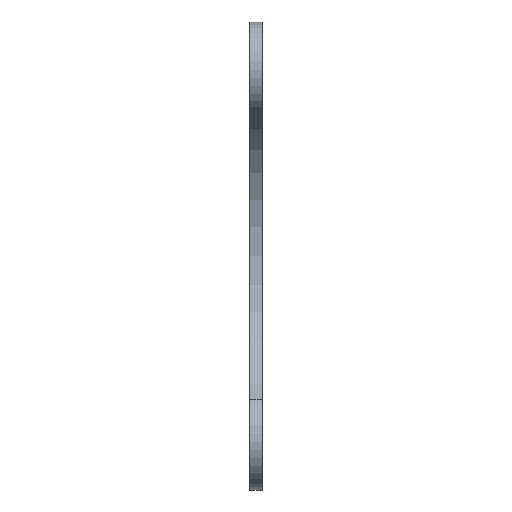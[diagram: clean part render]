
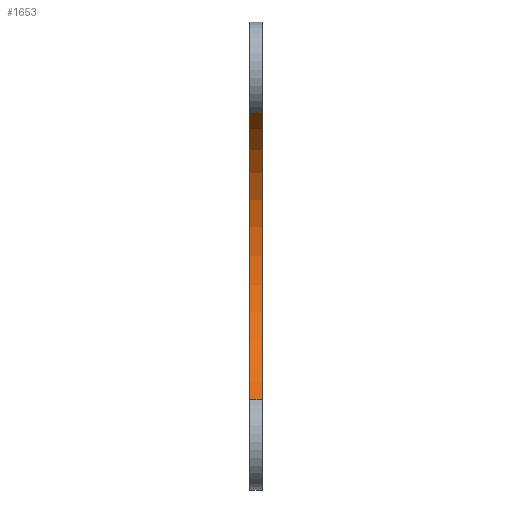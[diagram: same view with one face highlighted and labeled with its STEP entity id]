
A CAD part, left-side view. The second image highlights one B-rep face of the part: STEP entity #1653.
In plain terms, the highlighted cylindrical face has radius 27.615 mm (diameter 55.231 mm), a partial arc.
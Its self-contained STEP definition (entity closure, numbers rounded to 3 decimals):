
#13 = EDGE_CURVE ( 'NONE', #2449, #76, #1573, .T. ) ;
#25 = ORIENTED_EDGE ( 'NONE', *, *, #2007, .T. ) ;
#68 = CARTESIAN_POINT ( 'NONE',  ( -48.89, 2., 0. ) ) ;
#76 = VERTEX_POINT ( 'NONE', #1366 ) ;
#116 = EDGE_LOOP ( 'NONE', ( #1908, #1640, #2476, #25 ) ) ;
#131 = CARTESIAN_POINT ( 'NONE',  ( -34.631, 2., -23.649 ) ) ;
#263 = DIRECTION ( 'NONE',  ( 0., 0., -1. ) ) ;
#432 = VERTEX_POINT ( 'NONE', #131 ) ;
#603 = AXIS2_PLACEMENT_3D ( 'NONE', #1011, #2220, #2425 ) ;
#628 = LINE ( 'NONE', #2006, #802 ) ;
#662 = CARTESIAN_POINT ( 'NONE',  ( -48.89, 2., 0. ) ) ;
#802 = VECTOR ( 'NONE', #1579, 1000. ) ;
#865 = DIRECTION ( 'NONE',  ( 0., -1., 0. ) ) ;
#1011 = CARTESIAN_POINT ( 'NONE',  ( -48.89, 0., 0. ) ) ;
#1057 = FACE_OUTER_BOUND ( 'NONE', #116, .T. ) ;
#1123 = AXIS2_PLACEMENT_3D ( 'NONE', #68, #865, #1322 ) ;
#1127 = VERTEX_POINT ( 'NONE', #2087 ) ;
#1236 = CARTESIAN_POINT ( 'NONE',  ( -34.631, 2., 23.649 ) ) ;
#1322 = DIRECTION ( 'NONE',  ( 0., 0., -1. ) ) ;
#1366 = CARTESIAN_POINT ( 'NONE',  ( -34.631, 0., 23.649 ) ) ;
#1445 = DIRECTION ( 'NONE',  ( 0., -1., 0. ) ) ;
#1557 = CARTESIAN_POINT ( 'NONE',  ( -34.631, 2., 23.649 ) ) ;
#1573 = LINE ( 'NONE', #1557, #1711 ) ;
#1579 = DIRECTION ( 'NONE',  ( 0., -1., 0. ) ) ;
#1589 = CIRCLE ( 'NONE', #603, 27.615 ) ;
#1640 = ORIENTED_EDGE ( 'NONE', *, *, #13, .F. ) ;
#1652 = EDGE_CURVE ( 'NONE', #432, #2449, #1860, .T. ) ;
#1653 = ADVANCED_FACE ( 'NONE', ( #1057 ), #1839, .F. ) ;
#1711 = VECTOR ( 'NONE', #1732, 1000. ) ;
#1732 = DIRECTION ( 'NONE',  ( 0., -1., 0. ) ) ;
#1839 = CYLINDRICAL_SURFACE ( 'NONE', #1123, 27.615 ) ;
#1860 = CIRCLE ( 'NONE', #2483, 27.615 ) ;
#1908 = ORIENTED_EDGE ( 'NONE', *, *, #2459, .T. ) ;
#2006 = CARTESIAN_POINT ( 'NONE',  ( -34.631, 2., -23.649 ) ) ;
#2007 = EDGE_CURVE ( 'NONE', #432, #1127, #628, .T. ) ;
#2087 = CARTESIAN_POINT ( 'NONE',  ( -34.631, 0., -23.649 ) ) ;
#2220 = DIRECTION ( 'NONE',  ( 0., -1., 0. ) ) ;
#2425 = DIRECTION ( 'NONE',  ( 0., 0., -1. ) ) ;
#2449 = VERTEX_POINT ( 'NONE', #1236 ) ;
#2459 = EDGE_CURVE ( 'NONE', #1127, #76, #1589, .T. ) ;
#2476 = ORIENTED_EDGE ( 'NONE', *, *, #1652, .F. ) ;
#2483 = AXIS2_PLACEMENT_3D ( 'NONE', #662, #1445, #263 ) ;
